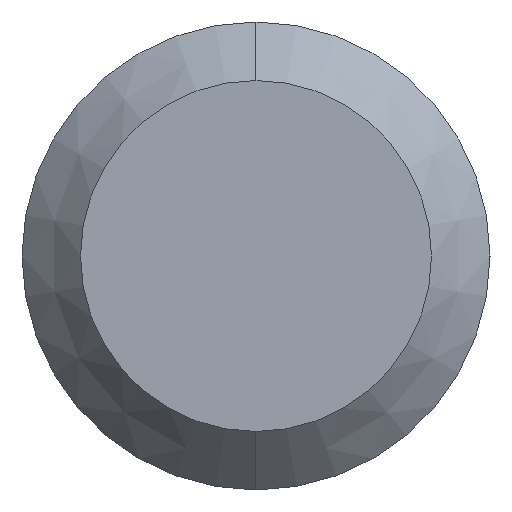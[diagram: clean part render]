
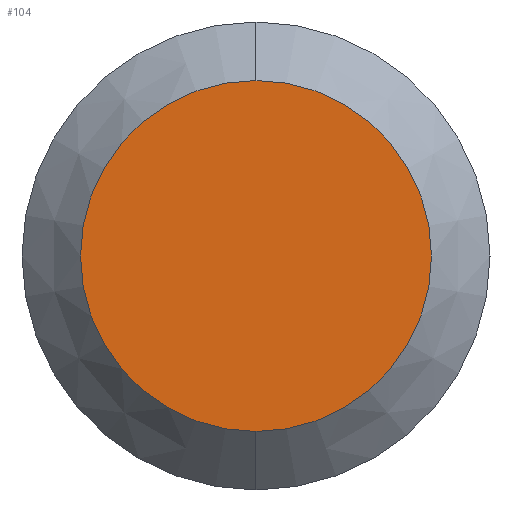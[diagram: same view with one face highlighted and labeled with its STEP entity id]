
A CAD part, left-side view. The second image highlights one B-rep face of the part: STEP entity #104.
In plain terms, the highlighted planar face has unit normal (-1, 0, 0).
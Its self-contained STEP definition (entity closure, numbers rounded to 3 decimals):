
#6 = EDGE_CURVE ( 'NONE', #7, #175, #83, .T. ) ;
#7 = VERTEX_POINT ( 'NONE', #73 ) ;
#8 = FACE_OUTER_BOUND ( 'NONE', #211, .T. ) ;
#11 = CARTESIAN_POINT ( 'NONE',  ( -115., 0., -3. ) ) ;
#12 = EDGE_CURVE ( 'NONE', #175, #7, #145, .T. ) ;
#17 = DIRECTION ( 'NONE',  ( -1., 0., 0. ) ) ;
#30 = AXIS2_PLACEMENT_3D ( 'NONE', #200, #17, #116 ) ;
#49 = DIRECTION ( 'NONE',  ( -1., 0., 0. ) ) ;
#71 = DIRECTION ( 'NONE',  ( 0., 1., 0. ) ) ;
#73 = CARTESIAN_POINT ( 'NONE',  ( -115., 0., 3. ) ) ;
#76 = DIRECTION ( 'NONE',  ( 0., 0., 1. ) ) ;
#83 = CIRCLE ( 'NONE', #126, 3. ) ;
#104 = ADVANCED_FACE ( 'NONE', ( #8 ), #194, .F. ) ;
#116 = DIRECTION ( 'NONE',  ( 0., 0., 1. ) ) ;
#124 = CARTESIAN_POINT ( 'NONE',  ( -115., 0., 0. ) ) ;
#126 = AXIS2_PLACEMENT_3D ( 'NONE', #256, #49, #76 ) ;
#145 = CIRCLE ( 'NONE', #30, 3. ) ;
#147 = ORIENTED_EDGE ( 'NONE', *, *, #6, .T. ) ;
#169 = AXIS2_PLACEMENT_3D ( 'NONE', #124, #172, #71 ) ;
#172 = DIRECTION ( 'NONE',  ( 1., 0., 0. ) ) ;
#175 = VERTEX_POINT ( 'NONE', #11 ) ;
#194 = PLANE ( 'NONE',  #169 ) ;
#200 = CARTESIAN_POINT ( 'NONE',  ( -115., 0., 0. ) ) ;
#211 = EDGE_LOOP ( 'NONE', ( #248, #147 ) ) ;
#248 = ORIENTED_EDGE ( 'NONE', *, *, #12, .T. ) ;
#256 = CARTESIAN_POINT ( 'NONE',  ( -115., 0., 0. ) ) ;
